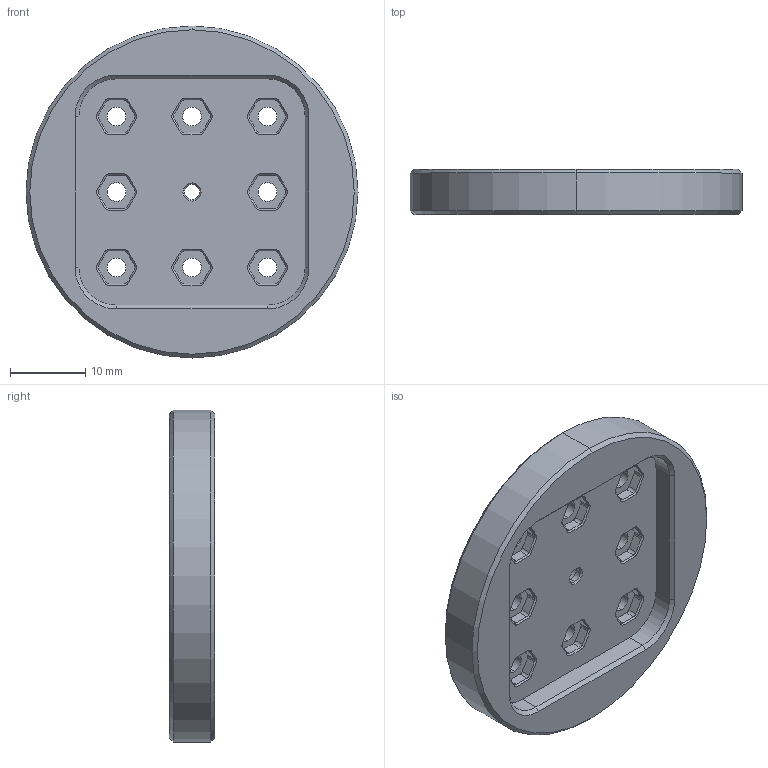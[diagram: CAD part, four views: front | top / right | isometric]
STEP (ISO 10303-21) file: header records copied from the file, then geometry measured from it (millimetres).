
FILE_DESCRIPTION (( 'STEP AP203' ), '1' );
FILE_NAME ('follower.STEP', '2025-06-02T06:39:30', ( '' ), ( '' ), 'SwSTEP 2.0', 'SolidWorks 2025', '' );
FILE_SCHEMA (( 'CONFIG_CONTROL_DESIGN' ));
Length unit declared in the file: millimetre
Products named in the file (1): follower
Bounding box: 44 x 6 x 44 mm (x, y, z)
Volume: 6153.6 mm3; surface area: 4285.1 mm2
Topology: 1 solids, 1 shells, 266 faces, 634 edges, 380 vertices
Faces by surface type: plane 116, cone 76, cylinder 74
Entity records: 7691 total; most frequent: DIRECTION 1392, CARTESIAN_POINT 1281, ORIENTED_EDGE 1268, EDGE_CURVE 634, AXIS2_PLACEMENT_3D 491, VECTOR 410, LINE 410, VERTEX_POINT 380
